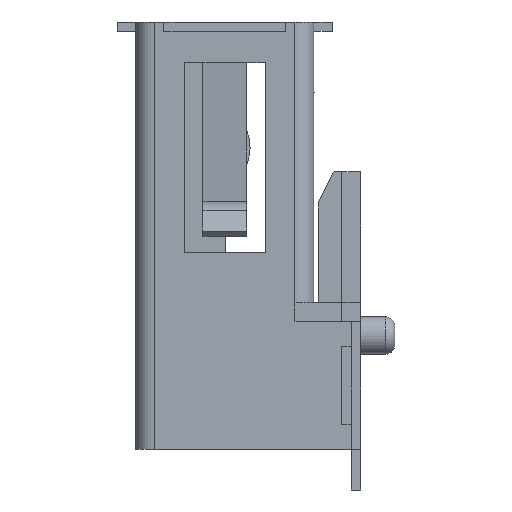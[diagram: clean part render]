
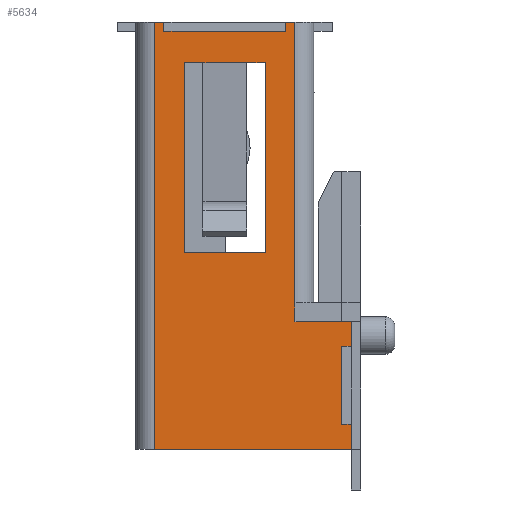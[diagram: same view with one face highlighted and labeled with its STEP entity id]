
A CAD part, left-side view. The second image highlights one B-rep face of the part: STEP entity #5634.
In plain terms, the highlighted planar face has unit normal (-1, 0, 0).
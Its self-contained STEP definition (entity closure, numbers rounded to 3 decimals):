
#296=ORIENTED_EDGE('',*,*,#1980,.F.);
#297=ORIENTED_EDGE('',*,*,#1981,.T.);
#298=ORIENTED_EDGE('',*,*,#1982,.T.);
#299=ORIENTED_EDGE('',*,*,#1983,.T.);
#300=ORIENTED_EDGE('',*,*,#1984,.T.);
#301=ORIENTED_EDGE('',*,*,#1985,.F.);
#302=ORIENTED_EDGE('',*,*,#1986,.F.);
#303=ORIENTED_EDGE('',*,*,#1953,.F.);
#304=ORIENTED_EDGE('',*,*,#1987,.F.);
#305=ORIENTED_EDGE('',*,*,#1988,.T.);
#306=ORIENTED_EDGE('',*,*,#1989,.T.);
#307=ORIENTED_EDGE('',*,*,#1990,.F.);
#308=ORIENTED_EDGE('',*,*,#1991,.T.);
#309=ORIENTED_EDGE('',*,*,#1992,.F.);
#310=ORIENTED_EDGE('',*,*,#1993,.T.);
#311=ORIENTED_EDGE('',*,*,#1994,.F.);
#312=ORIENTED_EDGE('',*,*,#1995,.T.);
#313=ORIENTED_EDGE('',*,*,#1996,.T.);
#314=ORIENTED_EDGE('',*,*,#1949,.F.);
#315=ORIENTED_EDGE('',*,*,#1997,.F.);
#316=ORIENTED_EDGE('',*,*,#1998,.T.);
#1949=EDGE_CURVE('',#2790,#2791,#3356,.T.);
#1953=EDGE_CURVE('',#2794,#2788,#3360,.T.);
#1980=EDGE_CURVE('',#2819,#2820,#3387,.T.);
#1981=EDGE_CURVE('',#2819,#2821,#3388,.T.);
#1982=EDGE_CURVE('',#2821,#2822,#3389,.T.);
#1983=EDGE_CURVE('',#2822,#2823,#3390,.T.);
#1984=EDGE_CURVE('',#2823,#2824,#3391,.T.);
#1985=EDGE_CURVE('',#2820,#2824,#3392,.T.);
#1986=EDGE_CURVE('',#2788,#2825,#3393,.T.);
#1987=EDGE_CURVE('',#2826,#2794,#3394,.T.);
#1988=EDGE_CURVE('',#2826,#2827,#3395,.T.);
#1989=EDGE_CURVE('',#2827,#2828,#3396,.T.);
#1990=EDGE_CURVE('',#2829,#2828,#3397,.T.);
#1991=EDGE_CURVE('',#2829,#2830,#3398,.T.);
#1992=EDGE_CURVE('',#2831,#2830,#3399,.T.);
#1993=EDGE_CURVE('',#2831,#2832,#3400,.T.);
#1994=EDGE_CURVE('',#2833,#2832,#3401,.T.);
#1995=EDGE_CURVE('',#2833,#2834,#3402,.T.);
#1996=EDGE_CURVE('',#2834,#2791,#3403,.T.);
#1997=EDGE_CURVE('',#2835,#2790,#3404,.T.);
#1998=EDGE_CURVE('',#2835,#2825,#3405,.T.);
#2788=VERTEX_POINT('',#8015);
#2790=VERTEX_POINT('',#8019);
#2791=VERTEX_POINT('',#8021);
#2794=VERTEX_POINT('',#8027);
#2819=VERTEX_POINT('',#8083);
#2820=VERTEX_POINT('',#8084);
#2821=VERTEX_POINT('',#8086);
#2822=VERTEX_POINT('',#8088);
#2823=VERTEX_POINT('',#8090);
#2824=VERTEX_POINT('',#8092);
#2825=VERTEX_POINT('',#8095);
#2826=VERTEX_POINT('',#8097);
#2827=VERTEX_POINT('',#8099);
#2828=VERTEX_POINT('',#8101);
#2829=VERTEX_POINT('',#8103);
#2830=VERTEX_POINT('',#8105);
#2831=VERTEX_POINT('',#8107);
#2832=VERTEX_POINT('',#8109);
#2833=VERTEX_POINT('',#8111);
#2834=VERTEX_POINT('',#8113);
#2835=VERTEX_POINT('',#8116);
#3356=LINE('',#8020,#4091);
#3360=LINE('',#8028,#4095);
#3387=LINE('',#8082,#4122);
#3388=LINE('',#8085,#4123);
#3389=LINE('',#8087,#4124);
#3390=LINE('',#8089,#4125);
#3391=LINE('',#8091,#4126);
#3392=LINE('',#8093,#4127);
#3393=LINE('',#8094,#4128);
#3394=LINE('',#8096,#4129);
#3395=LINE('',#8098,#4130);
#3396=LINE('',#8100,#4131);
#3397=LINE('',#8102,#4132);
#3398=LINE('',#8104,#4133);
#3399=LINE('',#8106,#4134);
#3400=LINE('',#8108,#4135);
#3401=LINE('',#8110,#4136);
#3402=LINE('',#8112,#4137);
#3403=LINE('',#8114,#4138);
#3404=LINE('',#8115,#4139);
#3405=LINE('',#8117,#4140);
#4091=VECTOR('',#6428,1000.);
#4095=VECTOR('',#6432,1000.);
#4122=VECTOR('',#6465,1000.);
#4123=VECTOR('',#6466,1000.);
#4124=VECTOR('',#6467,1000.);
#4125=VECTOR('',#6468,1000.);
#4126=VECTOR('',#6469,1000.);
#4127=VECTOR('',#6470,1000.);
#4128=VECTOR('',#6471,1000.);
#4129=VECTOR('',#6472,1000.);
#4130=VECTOR('',#6473,1000.);
#4131=VECTOR('',#6474,1000.);
#4132=VECTOR('',#6475,1000.);
#4133=VECTOR('',#6476,1000.);
#4134=VECTOR('',#6477,1000.);
#4135=VECTOR('',#6478,1000.);
#4136=VECTOR('',#6479,1000.);
#4137=VECTOR('',#6480,1000.);
#4138=VECTOR('',#6481,1000.);
#4139=VECTOR('',#6482,1000.);
#4140=VECTOR('',#6483,1000.);
#4780=EDGE_LOOP('',(#296,#297,#298,#299,#300,#301));
#4781=EDGE_LOOP('',(#302,#303,#304,#305,#306,#307,#308,#309,#310,#311,#312,
#313,#314,#315,#316));
#5091=FACE_BOUND('',#4780,.T.);
#5092=FACE_BOUND('',#4781,.T.);
#5399=PLANE('',#5963);
#5634=ADVANCED_FACE('',(#5091,#5092),#5399,.F.);
#5963=AXIS2_PLACEMENT_3D('',#8081,#6463,#6464);
#6428=DIRECTION('',(0.,0.,-1.));
#6432=DIRECTION('',(0.,0.,-1.));
#6463=DIRECTION('',(1.,0.,0.));
#6464=DIRECTION('',(0.,0.,-1.));
#6465=DIRECTION('',(0.,-1.,0.));
#6466=DIRECTION('',(0.,0.,1.));
#6467=DIRECTION('',(0.,-1.,0.));
#6468=DIRECTION('',(0.,-1.,0.));
#6469=DIRECTION('',(0.,-1.,0.));
#6470=DIRECTION('',(0.,0.,1.));
#6471=DIRECTION('',(0.,1.,0.));
#6472=DIRECTION('',(0.,-1.,0.));
#6473=DIRECTION('',(0.,0.,1.));
#6474=DIRECTION('',(0.,0.,1.));
#6475=DIRECTION('',(0.,-1.,0.));
#6476=DIRECTION('',(0.,0.,-1.));
#6477=DIRECTION('',(0.,-1.,0.));
#6478=DIRECTION('',(0.,0.,1.));
#6479=DIRECTION('',(0.,-1.,0.));
#6480=DIRECTION('',(0.,0.,-1.));
#6481=DIRECTION('',(0.,-1.,0.));
#6482=DIRECTION('',(0.,-1.,0.));
#6483=DIRECTION('',(0.,0.,1.));
#8015=CARTESIAN_POINT('',(-6.6,-1.2,-3.55));
#8019=CARTESIAN_POINT('',(-6.6,-1.2,-6.05));
#8020=CARTESIAN_POINT('',(-6.6,-1.2,6.85));
#8021=CARTESIAN_POINT('',(-6.6,-1.2,-6.85));
#8027=CARTESIAN_POINT('',(-6.6,-1.2,-2.75));
#8028=CARTESIAN_POINT('',(-6.6,-1.2,6.85));
#8081=CARTESIAN_POINT('',(-6.6,5.1,6.85));
#8082=CARTESIAN_POINT('',(-6.6,4.15,-0.55));
#8083=CARTESIAN_POINT('',(-6.6,4.15,-0.55));
#8084=CARTESIAN_POINT('',(-6.6,1.55,-0.55));
#8085=CARTESIAN_POINT('',(-6.6,4.15,-0.55));
#8086=CARTESIAN_POINT('',(-6.6,4.15,5.55));
#8087=CARTESIAN_POINT('',(-6.6,4.15,5.55));
#8088=CARTESIAN_POINT('',(-6.6,3.55,5.55));
#8089=CARTESIAN_POINT('',(-6.6,3.55,5.55));
#8090=CARTESIAN_POINT('',(-6.6,2.15,5.55));
#8091=CARTESIAN_POINT('',(-6.6,4.15,5.55));
#8092=CARTESIAN_POINT('',(-6.6,1.55,5.55));
#8093=CARTESIAN_POINT('',(-6.6,1.55,-0.55));
#8094=CARTESIAN_POINT('',(-6.6,5.1,-3.55));
#8095=CARTESIAN_POINT('',(-6.6,-0.9,-3.55));
#8096=CARTESIAN_POINT('',(-6.6,5.1,-2.75));
#8097=CARTESIAN_POINT('',(-6.6,0.6,-2.75));
#8098=CARTESIAN_POINT('',(-6.6,0.6,-2.75));
#8099=CARTESIAN_POINT('',(-6.6,0.6,-2.15));
#8100=CARTESIAN_POINT('',(-6.6,0.6,-2.75));
#8101=CARTESIAN_POINT('',(-6.6,0.6,6.85));
#8102=CARTESIAN_POINT('',(-6.6,5.1,6.85));
#8103=CARTESIAN_POINT('',(-6.6,0.9,6.85));
#8104=CARTESIAN_POINT('',(-6.6,0.9,6.85));
#8105=CARTESIAN_POINT('',(-6.6,0.9,6.55));
#8106=CARTESIAN_POINT('',(-6.6,5.1,6.55));
#8107=CARTESIAN_POINT('',(-6.6,4.8,6.55));
#8108=CARTESIAN_POINT('',(-6.6,4.8,6.85));
#8109=CARTESIAN_POINT('',(-6.6,4.8,6.85));
#8110=CARTESIAN_POINT('',(-6.6,5.1,6.85));
#8111=CARTESIAN_POINT('',(-6.6,5.1,6.85));
#8112=CARTESIAN_POINT('',(-6.6,5.1,6.85));
#8113=CARTESIAN_POINT('',(-6.6,5.1,-6.85));
#8114=CARTESIAN_POINT('',(-6.6,5.1,-6.85));
#8115=CARTESIAN_POINT('',(-6.6,5.1,-6.05));
#8116=CARTESIAN_POINT('',(-6.6,-0.9,-6.05));
#8117=CARTESIAN_POINT('',(-6.6,-0.9,6.85));
